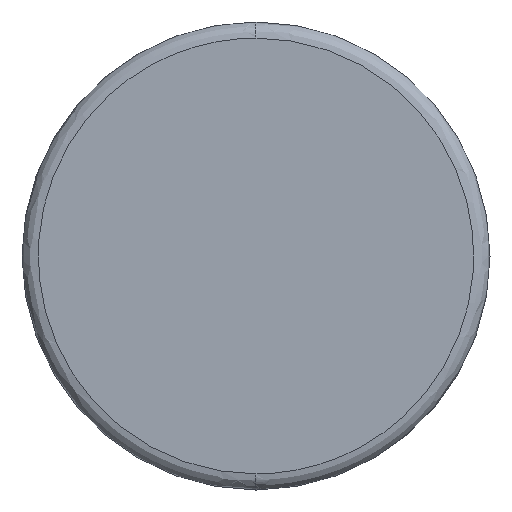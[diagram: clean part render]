
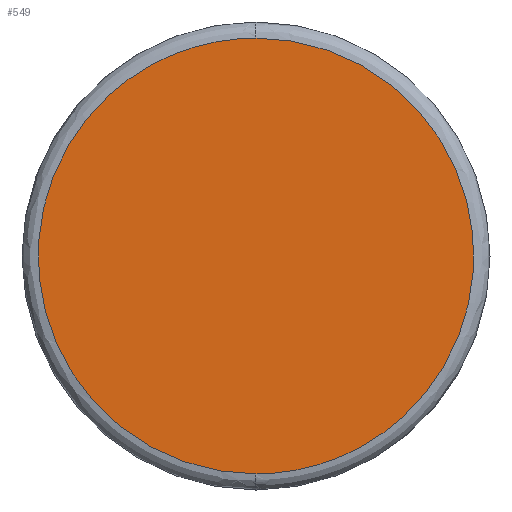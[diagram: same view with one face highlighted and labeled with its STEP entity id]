
A CAD part, left-side view. The second image highlights one B-rep face of the part: STEP entity #549.
In plain terms, the highlighted planar face has unit normal (-1, 0, 0).
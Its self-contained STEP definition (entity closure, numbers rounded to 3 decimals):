
#38 = CARTESIAN_POINT ( 'NONE',  ( -1.75, 0., 0.675 ) ) ;
#39 = CARTESIAN_POINT ( 'NONE',  ( -1.75, -1.35, 0.675 ) ) ;
#40 = CARTESIAN_POINT ( 'NONE',  ( -1.75, -1.35, -0.675 ) ) ;
#41 = CARTESIAN_POINT ( 'NONE',  ( -1.75, 0., -0.675 ) ) ;
#68 = CARTESIAN_POINT ( 'NONE',  ( -1.75, 0., -0.675 ) ) ;
#69 = CARTESIAN_POINT ( 'NONE',  ( -1.75, 1.35, -0.675 ) ) ;
#70 = CARTESIAN_POINT ( 'NONE',  ( -1.75, 1.35, 0.675 ) ) ;
#71 = CARTESIAN_POINT ( 'NONE',  ( -1.75, 0., 0.675 ) ) ;
#228 = CARTESIAN_POINT ( 'NONE',  ( -1.75, 0., 0.675 ) ) ;
#230 = CARTESIAN_POINT ( 'NONE',  ( -1.75, 0., -0.675 ) ) ;
#385 = EDGE_LOOP ( 'NONE', ( #439, #441 ) ) ;
#439 = ORIENTED_EDGE ( 'NONE', *, *, #516, .F. ) ;
#441 = ORIENTED_EDGE ( 'NONE', *, *, #527, .F. ) ;
#469 = VERTEX_POINT ( 'NONE', #228 ) ;
#471 = VERTEX_POINT ( 'NONE', #230 ) ;
#516 = EDGE_CURVE ( 'NONE', #469, #471, #1108, .T. ) ;
#527 = EDGE_CURVE ( 'NONE', #471, #469, #1116, .T. ) ;
#549 = ADVANCED_FACE ( 'NONE', ( #890 ), #948, .T. ) ;
#890 = FACE_OUTER_BOUND ( 'NONE', #385, .T. ) ;
#948 = PLANE ( 'NONE',  #1131 ) ;
#949 = CARTESIAN_POINT ( 'NONE',  ( -1.75, 0., -1.736 ) ) ;
#950 = DIRECTION ( 'NONE',  ( -1., 0., 0. ) ) ;
#951 = DIRECTION ( 'NONE',  ( 0., 0., 1. ) ) ;
#1108 =( BOUNDED_CURVE ( )  B_SPLINE_CURVE ( 3, ( #38, #39, #40, #41 ),
 .UNSPECIFIED., .F., .T. ) 
 B_SPLINE_CURVE_WITH_KNOTS ( ( 4, 4 ),
 ( 0., 0.5 ),
 .UNSPECIFIED. ) 
 CURVE ( )  GEOMETRIC_REPRESENTATION_ITEM ( )  RATIONAL_B_SPLINE_CURVE ( ( 1., 0.333, 0.333, 1. ) ) 
 REPRESENTATION_ITEM ( '' )  );
#1116 =( BOUNDED_CURVE ( )  B_SPLINE_CURVE ( 3, ( #68, #69, #70, #71 ),
 .UNSPECIFIED., .F., .T. ) 
 B_SPLINE_CURVE_WITH_KNOTS ( ( 4, 4 ),
 ( 0.5, 1. ),
 .UNSPECIFIED. ) 
 CURVE ( )  GEOMETRIC_REPRESENTATION_ITEM ( )  RATIONAL_B_SPLINE_CURVE ( ( 1., 0.333, 0.333, 1. ) ) 
 REPRESENTATION_ITEM ( '' )  );
#1131 = AXIS2_PLACEMENT_3D ( 'NONE', #949, #950, #951 ) ;
